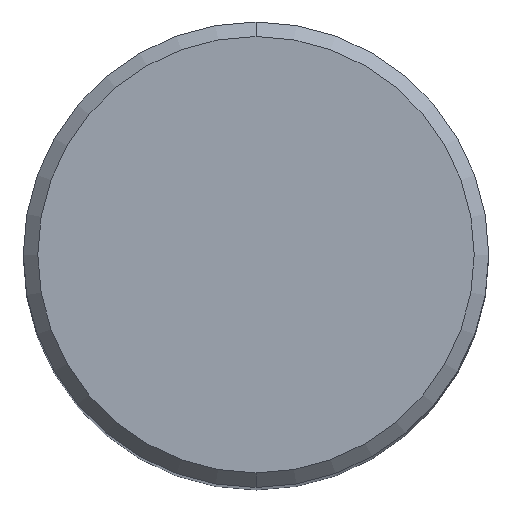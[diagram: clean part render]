
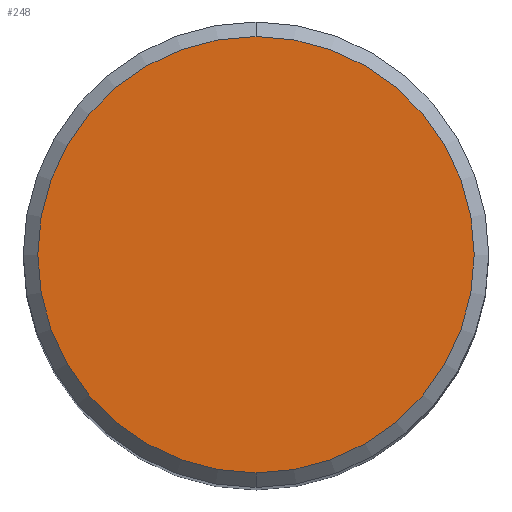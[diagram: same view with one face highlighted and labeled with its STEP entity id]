
A CAD part, top view. The second image highlights one B-rep face of the part: STEP entity #248.
In plain terms, the highlighted planar face has unit normal (0, 0, 1).
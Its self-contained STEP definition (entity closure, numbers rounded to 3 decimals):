
#140=VERTEX_POINT('',#353);
#166=EDGE_CURVE('',#212,#140,#383,.T.);
#212=VERTEX_POINT('',#434);
#248=ADVANCED_FACE('',(#472),#473,.T.);
#266=EDGE_CURVE('',#140,#212,#496,.T.);
#353=CARTESIAN_POINT('',(0.0,15.0,0.0));
#383=CIRCLE('',#615,15.0);
#434=CARTESIAN_POINT('',(0.,-15.0,0.0));
#472=FACE_OUTER_BOUND('',#736,.T.);
#473=PLANE('',#737);
#496=CIRCLE('',#766,15.0);
#615=AXIS2_PLACEMENT_3D('',#911,#912,#913);
#736=EDGE_LOOP('',(#1016,#1017));
#737=AXIS2_PLACEMENT_3D('',#1018,#1019,#1020);
#766=AXIS2_PLACEMENT_3D('',#1066,#1067,#1068);
#911=CARTESIAN_POINT('',(0.0,0.0,0.0));
#912=DIRECTION('',(0.0,0.0,-1.0));
#913=DIRECTION('',(0.0,1.0,0.0));
#1016=ORIENTED_EDGE('',*,*,#266,.F.);
#1017=ORIENTED_EDGE('',*,*,#166,.F.);
#1018=CARTESIAN_POINT('',(0.0,7.5,0.0));
#1019=DIRECTION('',(-0.0,0.0,1.0));
#1020=DIRECTION('',(0.0,-1.0,0.0));
#1066=CARTESIAN_POINT('',(0.0,0.0,0.0));
#1067=DIRECTION('',(0.0,0.0,-1.0));
#1068=DIRECTION('',(0.0,1.0,0.0));
